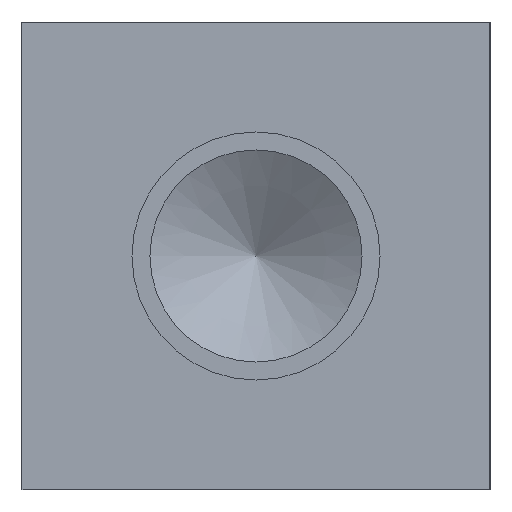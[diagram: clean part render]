
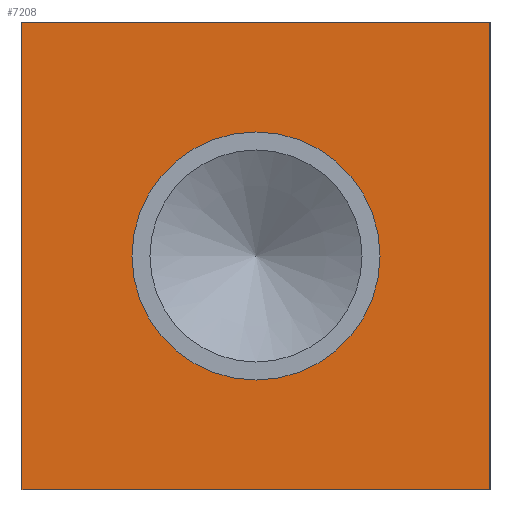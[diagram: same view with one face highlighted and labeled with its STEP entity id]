
A CAD part, left-side view. The second image highlights one B-rep face of the part: STEP entity #7208.
In plain terms, the highlighted planar face has unit normal (-1, 0, 0).
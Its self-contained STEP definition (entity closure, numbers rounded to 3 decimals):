
#154=CIRCLE('',#7574,13.462);
#155=CIRCLE('',#7575,13.462);
#209=FACE_BOUND('',#1219,.T.);
#427=PLANE('',#7577);
#796=FACE_OUTER_BOUND('',#1218,.T.);
#1218=EDGE_LOOP('',(#6393,#6394,#6395,#6396));
#1219=EDGE_LOOP('',(#6397,#6398));
#1470=LINE('',#11243,#2133);
#1890=LINE('',#12456,#2553);
#1891=LINE('',#12457,#2554);
#1892=LINE('',#12458,#2555);
#2133=VECTOR('',#7926,10.);
#2553=VECTOR('',#8940,10.);
#2554=VECTOR('',#8941,10.);
#2555=VECTOR('',#8942,10.);
#3085=VERTEX_POINT('',#11236);
#3088=VERTEX_POINT('',#11241);
#3453=VERTEX_POINT('',#12446);
#3454=VERTEX_POINT('',#12447);
#3455=VERTEX_POINT('',#12454);
#3456=VERTEX_POINT('',#12455);
#3906=EDGE_CURVE('',#3088,#3085,#1470,.T.);
#4438=EDGE_CURVE('',#3453,#3454,#154,.T.);
#4439=EDGE_CURVE('',#3454,#3453,#155,.T.);
#4442=EDGE_CURVE('',#3455,#3456,#1890,.T.);
#4443=EDGE_CURVE('',#3456,#3085,#1891,.T.);
#4444=EDGE_CURVE('',#3455,#3088,#1892,.T.);
#6393=ORIENTED_EDGE('',*,*,#4442,.T.);
#6394=ORIENTED_EDGE('',*,*,#4443,.T.);
#6395=ORIENTED_EDGE('',*,*,#3906,.F.);
#6396=ORIENTED_EDGE('',*,*,#4444,.F.);
#6397=ORIENTED_EDGE('',*,*,#4438,.T.);
#6398=ORIENTED_EDGE('',*,*,#4439,.T.);
#7208=ADVANCED_FACE('',(#796,#209),#427,.T.);
#7574=AXIS2_PLACEMENT_3D('',#12448,#8930,#8931);
#7575=AXIS2_PLACEMENT_3D('',#12449,#8932,#8933);
#7577=AXIS2_PLACEMENT_3D('',#12453,#8938,#8939);
#7926=DIRECTION('',(0.,-1.,0.));
#8930=DIRECTION('center_axis',(1.,0.,0.));
#8931=DIRECTION('ref_axis',(0.,1.,0.));
#8932=DIRECTION('center_axis',(1.,0.,0.));
#8933=DIRECTION('ref_axis',(0.,1.,0.));
#8938=DIRECTION('center_axis',(-1.,0.,0.));
#8939=DIRECTION('ref_axis',(0.,-1.,0.));
#8940=DIRECTION('',(0.,-1.,0.));
#8941=DIRECTION('',(0.,0.,1.));
#8942=DIRECTION('',(0.,0.,1.));
#11236=CARTESIAN_POINT('',(0.,0.,50.8));
#11241=CARTESIAN_POINT('',(0.,50.8,50.8));
#11243=CARTESIAN_POINT('',(0.,50.8,50.8));
#12446=CARTESIAN_POINT('',(0.,38.862,25.4));
#12447=CARTESIAN_POINT('',(0.,11.938,25.4));
#12448=CARTESIAN_POINT('Origin',(0.,25.4,25.4));
#12449=CARTESIAN_POINT('Origin',(0.,25.4,25.4));
#12453=CARTESIAN_POINT('Origin',(0.,50.8,0.));
#12454=CARTESIAN_POINT('',(0.,50.8,0.));
#12455=CARTESIAN_POINT('',(0.,0.,0.));
#12456=CARTESIAN_POINT('',(0.,50.8,0.));
#12457=CARTESIAN_POINT('',(0.,0.,0.));
#12458=CARTESIAN_POINT('',(0.,50.8,0.));
